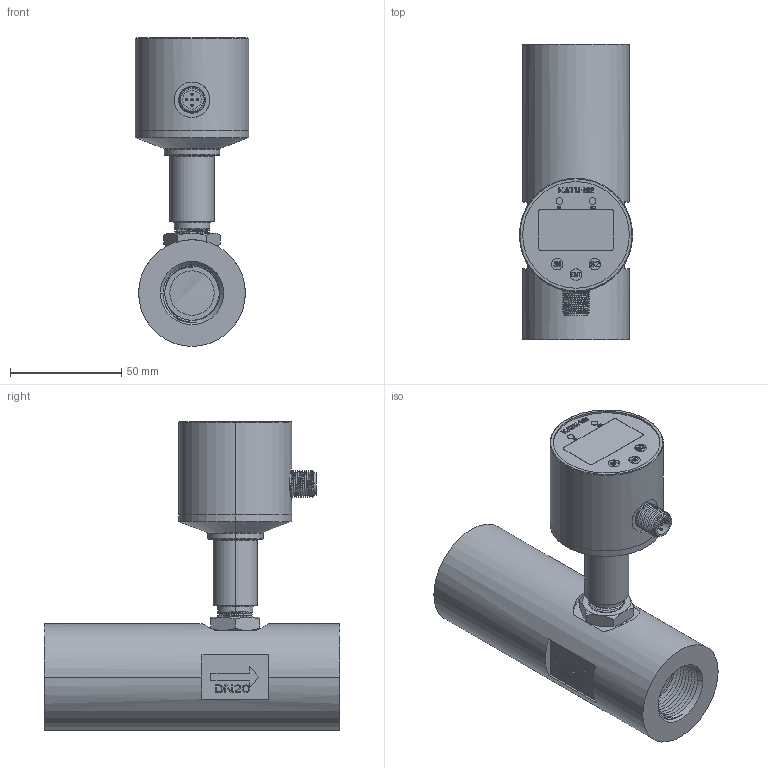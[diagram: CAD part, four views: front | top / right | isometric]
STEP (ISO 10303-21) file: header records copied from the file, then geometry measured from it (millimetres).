
FILE_DESCRIPTION (( 'STEP AP214' ), '1' );
FILE_NAME ('FM120-020-K.STEP', '2021-07-30T06:23:51', ( '' ), ( '' ), 'SwSTEP 2.0', 'SolidWorks 2018', '' );
FILE_SCHEMA (( 'AUTOMOTIVE_DESIGN' ));
Length unit declared in the file: millimetre
Products named in the file (14): FM120-020-K.stp; FM120-020-K; DN20-G34K-L133_1.stp; FM120-01ASM-01-03-3D_1.stp; FM120-01-3D_1.stp; FM120-BT-3D-20210729_ASM_1_ASM.stp; FM120-02-20210510_1.stp; FM120-01ASM-3D_ASM_1_ASM.stp; FS210-M12-5_1.stp; HSHSM-5_1.stp; FM120-ASM-01-3D_ASM_1_ASM.stp; FM120-01ASM-01-01-3D_1.stp; FM120-01ASM-01-02-3D_1.stp; M12X1-5_ASM_1_ASM.stp
Assembly tree (13 placements, depth 6):
  FM120-020-K
    FM120-020-K.stp
      FM120-BT-3D-20210729_ASM_1_ASM.stp
        FM120-01ASM-3D_ASM_1_ASM.stp
          FM120-ASM-01-3D_ASM_1_ASM.stp
            FM120-01ASM-01-01-3D_1.stp
            FM120-01ASM-01-02-3D_1.stp
          M12X1-5_ASM_1_ASM.stp
            FS210-M12-5_1.stp
            HSHSM-5_1.stp
          FM120-01ASM-01-03-3D_1.stp
        FM120-01-3D_1.stp
        FM120-02-20210510_1.stp
      DN20-G34K-L133_1.stp
Bounding box: 51 x 133 x 139 mm (x, y, z)
Volume: 290739.3 mm3; surface area: 67465.2 mm2
Topology: 8 solids, 9 shells, 845 faces, 2317 edges, 1535 vertices
Faces by surface type: plane 611, cylinder 112, bspline 52, cone 44, sphere 20, torus 6
Entity records: 39679 total; most frequent: CARTESIAN_POINT 18442, ORIENTED_EDGE 4550, DIRECTION 3863, EDGE_CURVE 2275, LINE 1697, VECTOR 1697, VERTEX_POINT 1514, AXIS2_PLACEMENT_3D 1083
